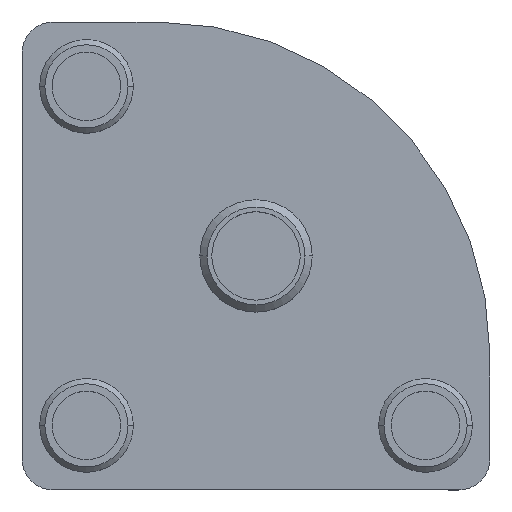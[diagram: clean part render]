
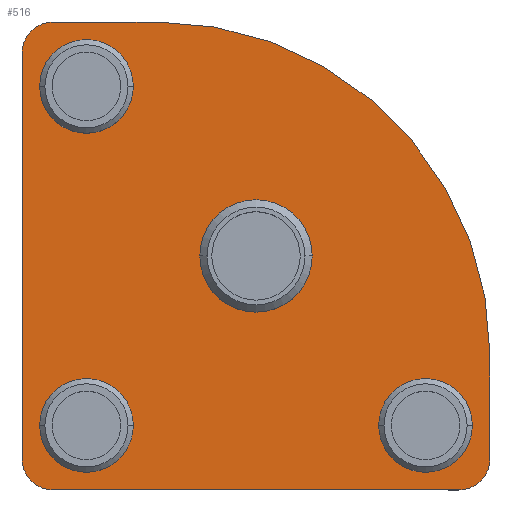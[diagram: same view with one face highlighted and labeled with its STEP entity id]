
A CAD part, top view. The second image highlights one B-rep face of the part: STEP entity #516.
In plain terms, the highlighted planar face has unit normal (0, 0, 1).
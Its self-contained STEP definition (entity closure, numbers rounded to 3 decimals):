
#14 = DIRECTION ( 'NONE',  ( 0., 0., 1. ) ) ;
#20 = LINE ( 'NONE', #574, #536 ) ;
#22 = EDGE_CURVE ( 'NONE', #1105, #1173, #381, .T. ) ;
#28 = VECTOR ( 'NONE', #72, 1000. ) ;
#36 = DIRECTION ( 'NONE',  ( 0., 0., 1. ) ) ;
#44 = CARTESIAN_POINT ( 'NONE',  ( 3., 42., 2.5 ) ) ;
#48 = CIRCLE ( 'NONE', #184, 4.5 ) ;
#50 = DIRECTION ( 'NONE',  ( 1., 0., 0. ) ) ;
#52 = EDGE_LOOP ( 'NONE', ( #794, #174 ) ) ;
#54 = PLANE ( 'NONE',  #209 ) ;
#66 = EDGE_CURVE ( 'NONE', #889, #1215, #645, .T. ) ;
#72 = DIRECTION ( 'NONE',  ( -1., 0., 0. ) ) ;
#91 = DIRECTION ( 'NONE',  ( 0., 0., 1. ) ) ;
#96 = DIRECTION ( 'NONE',  ( 0., 1., 0. ) ) ;
#97 = FACE_BOUND ( 'NONE', #715, .T. ) ;
#101 = CARTESIAN_POINT ( 'NONE',  ( 1.7, 6.2, 2.5 ) ) ;
#111 = DIRECTION ( 'NONE',  ( 0., -1., 0. ) ) ;
#116 = EDGE_CURVE ( 'NONE', #1340, #790, #866, .T. ) ;
#121 = ORIENTED_EDGE ( 'NONE', *, *, #757, .F. ) ;
#134 = DIRECTION ( 'NONE',  ( 1., 0., 0. ) ) ;
#144 = EDGE_CURVE ( 'NONE', #790, #1105, #20, .T. ) ;
#146 = DIRECTION ( 'NONE',  ( 1., 0., 0. ) ) ;
#147 = VERTEX_POINT ( 'NONE', #1326 ) ;
#150 = CIRCLE ( 'NONE', #1043, 32. ) ;
#162 = VERTEX_POINT ( 'NONE', #234 ) ;
#166 = CARTESIAN_POINT ( 'NONE',  ( 10.7, 6.2, 2.5 ) ) ;
#172 = VERTEX_POINT ( 'NONE', #776 ) ;
#174 = ORIENTED_EDGE ( 'NONE', *, *, #573, .F. ) ;
#184 = AXIS2_PLACEMENT_3D ( 'NONE', #702, #36, #804 ) ;
#185 = EDGE_CURVE ( 'NONE', #147, #1361, #758, .T. ) ;
#201 = DIRECTION ( 'NONE',  ( 0., 0., 1. ) ) ;
#208 = CARTESIAN_POINT ( 'NONE',  ( 13., 13., 2.5 ) ) ;
#209 = AXIS2_PLACEMENT_3D ( 'NONE', #523, #91, #824 ) ;
#212 = CARTESIAN_POINT ( 'NONE',  ( 42., 0., 2.5 ) ) ;
#214 = ORIENTED_EDGE ( 'NONE', *, *, #508, .F. ) ;
#234 = CARTESIAN_POINT ( 'NONE',  ( 13., 45., 2.5 ) ) ;
#249 = CARTESIAN_POINT ( 'NONE',  ( 38.8, 6.2, 2.5 ) ) ;
#256 = DIRECTION ( 'NONE',  ( 1., 0., 0. ) ) ;
#260 = CARTESIAN_POINT ( 'NONE',  ( 3., 0., 2.5 ) ) ;
#272 = ORIENTED_EDGE ( 'NONE', *, *, #602, .T. ) ;
#319 = CARTESIAN_POINT ( 'NONE',  ( 45., 3., 2.5 ) ) ;
#324 = DIRECTION ( 'NONE',  ( 1., 0., 0. ) ) ;
#333 = CARTESIAN_POINT ( 'NONE',  ( 3., 45., 2.5 ) ) ;
#334 = ORIENTED_EDGE ( 'NONE', *, *, #781, .T. ) ;
#335 = AXIS2_PLACEMENT_3D ( 'NONE', #44, #806, #146 ) ;
#351 = ORIENTED_EDGE ( 'NONE', *, *, #1029, .T. ) ;
#366 = CARTESIAN_POINT ( 'NONE',  ( 42., 3., 2.5 ) ) ;
#377 = CARTESIAN_POINT ( 'NONE',  ( 6.2, 6.2, 2.5 ) ) ;
#380 = AXIS2_PLACEMENT_3D ( 'NONE', #780, #14, #674 ) ;
#381 = CIRCLE ( 'NONE', #924, 3. ) ;
#387 = DIRECTION ( 'NONE',  ( 0., 0., 1. ) ) ;
#391 = FACE_BOUND ( 'NONE', #500, .T. ) ;
#392 = ORIENTED_EDGE ( 'NONE', *, *, #116, .T. ) ;
#407 = CARTESIAN_POINT ( 'NONE',  ( 13., 45., 2.5 ) ) ;
#436 = AXIS2_PLACEMENT_3D ( 'NONE', #970, #201, #870 ) ;
#438 = CARTESIAN_POINT ( 'NONE',  ( 0., 42., 2.5 ) ) ;
#473 = EDGE_CURVE ( 'NONE', #1072, #162, #150, .T. ) ;
#480 = AXIS2_PLACEMENT_3D ( 'NONE', #377, #1144, #488 ) ;
#488 = DIRECTION ( 'NONE',  ( 1., 0., 0. ) ) ;
#500 = EDGE_LOOP ( 'NONE', ( #1159, #214 ) ) ;
#508 = EDGE_CURVE ( 'NONE', #531, #1085, #721, .T. ) ;
#516 = ADVANCED_FACE ( 'NONE', ( #1257, #967, #391, #1009, #97 ), #54, .T. ) ;
#523 = CARTESIAN_POINT ( 'NONE',  ( 3., 3., 2.5 ) ) ;
#527 = CIRCLE ( 'NONE', #480, 4.5 ) ;
#531 = VERTEX_POINT ( 'NONE', #166 ) ;
#536 = VECTOR ( 'NONE', #1327, 1000. ) ;
#544 = ORIENTED_EDGE ( 'NONE', *, *, #144, .T. ) ;
#554 = DIRECTION ( 'NONE',  ( 0., 0., 1. ) ) ;
#557 = DIRECTION ( 'NONE',  ( 0., 0., 1. ) ) ;
#563 = AXIS2_PLACEMENT_3D ( 'NONE', #1360, #713, #50 ) ;
#573 = EDGE_CURVE ( 'NONE', #1361, #147, #907, .T. ) ;
#574 = CARTESIAN_POINT ( 'NONE',  ( 3., 0., 2.5 ) ) ;
#602 = EDGE_CURVE ( 'NONE', #1173, #1072, #1417, .T. ) ;
#616 = CARTESIAN_POINT ( 'NONE',  ( 43.3, 6.2, 2.5 ) ) ;
#621 = LINE ( 'NONE', #407, #28 ) ;
#645 = CIRCLE ( 'NONE', #1068, 4.5 ) ;
#656 = CARTESIAN_POINT ( 'NONE',  ( 45., 13., 2.5 ) ) ;
#674 = DIRECTION ( 'NONE',  ( 1., 0., 0. ) ) ;
#679 = AXIS2_PLACEMENT_3D ( 'NONE', #1313, #557, #1204 ) ;
#683 = CARTESIAN_POINT ( 'NONE',  ( 34.3, 6.2, 2.5 ) ) ;
#702 = CARTESIAN_POINT ( 'NONE',  ( 6.2, 38.8, 2.5 ) ) ;
#711 = CARTESIAN_POINT ( 'NONE',  ( 1.7, 38.8, 2.5 ) ) ;
#713 = DIRECTION ( 'NONE',  ( 0., 0., 1. ) ) ;
#715 = EDGE_LOOP ( 'NONE', ( #1083, #745 ) ) ;
#721 = CIRCLE ( 'NONE', #1342, 4.5 ) ;
#731 = ORIENTED_EDGE ( 'NONE', *, *, #473, .T. ) ;
#745 = ORIENTED_EDGE ( 'NONE', *, *, #66, .F. ) ;
#751 = AXIS2_PLACEMENT_3D ( 'NONE', #1199, #554, #1307 ) ;
#757 = EDGE_CURVE ( 'NONE', #172, #1304, #48, .T. ) ;
#758 = CIRCLE ( 'NONE', #679, 5.4 ) ;
#776 = CARTESIAN_POINT ( 'NONE',  ( 10.7, 38.8, 2.5 ) ) ;
#780 = CARTESIAN_POINT ( 'NONE',  ( 3., 3., 2.5 ) ) ;
#781 = EDGE_CURVE ( 'NONE', #1136, #1019, #1146, .T. ) ;
#790 = VERTEX_POINT ( 'NONE', #260 ) ;
#794 = ORIENTED_EDGE ( 'NONE', *, *, #185, .F. ) ;
#804 = DIRECTION ( 'NONE',  ( 1., 0., 0. ) ) ;
#806 = DIRECTION ( 'NONE',  ( 0., 0., 1. ) ) ;
#819 = CIRCLE ( 'NONE', #563, 4.5 ) ;
#824 = DIRECTION ( 'NONE',  ( 1., 0., 0. ) ) ;
#830 = DIRECTION ( 'NONE',  ( 1., 0., 0. ) ) ;
#833 = EDGE_CURVE ( 'NONE', #1085, #531, #527, .T. ) ;
#840 = VECTOR ( 'NONE', #96, 1000. ) ;
#844 = EDGE_CURVE ( 'NONE', #1304, #172, #819, .T. ) ;
#851 = ORIENTED_EDGE ( 'NONE', *, *, #1132, .T. ) ;
#866 = CIRCLE ( 'NONE', #380, 3. ) ;
#870 = DIRECTION ( 'NONE',  ( 1., 0., 0. ) ) ;
#888 = ORIENTED_EDGE ( 'NONE', *, *, #844, .F. ) ;
#889 = VERTEX_POINT ( 'NONE', #616 ) ;
#907 = CIRCLE ( 'NONE', #436, 5.4 ) ;
#908 = DIRECTION ( 'NONE',  ( 0., 0., 1. ) ) ;
#924 = AXIS2_PLACEMENT_3D ( 'NONE', #366, #1021, #256 ) ;
#967 = FACE_BOUND ( 'NONE', #52, .T. ) ;
#970 = CARTESIAN_POINT ( 'NONE',  ( 22.5, 22.5, 2.5 ) ) ;
#977 = DIRECTION ( 'NONE',  ( 0., 0., 1. ) ) ;
#996 = EDGE_LOOP ( 'NONE', ( #392, #544, #1355, #272, #731, #351, #334, #851 ) ) ;
#1009 = FACE_BOUND ( 'NONE', #1064, .T. ) ;
#1019 = VERTEX_POINT ( 'NONE', #1378 ) ;
#1021 = DIRECTION ( 'NONE',  ( 0., 0., 1. ) ) ;
#1029 = EDGE_CURVE ( 'NONE', #162, #1136, #621, .T. ) ;
#1043 = AXIS2_PLACEMENT_3D ( 'NONE', #208, #977, #324 ) ;
#1054 = VECTOR ( 'NONE', #111, 1000. ) ;
#1064 = EDGE_LOOP ( 'NONE', ( #888, #121 ) ) ;
#1068 = AXIS2_PLACEMENT_3D ( 'NONE', #249, #908, #134 ) ;
#1072 = VERTEX_POINT ( 'NONE', #656 ) ;
#1079 = EDGE_CURVE ( 'NONE', #1215, #889, #1128, .T. ) ;
#1083 = ORIENTED_EDGE ( 'NONE', *, *, #1079, .F. ) ;
#1085 = VERTEX_POINT ( 'NONE', #101 ) ;
#1090 = LINE ( 'NONE', #438, #1054 ) ;
#1105 = VERTEX_POINT ( 'NONE', #212 ) ;
#1128 = CIRCLE ( 'NONE', #751, 4.5 ) ;
#1132 = EDGE_CURVE ( 'NONE', #1019, #1340, #1090, .T. ) ;
#1136 = VERTEX_POINT ( 'NONE', #333 ) ;
#1144 = DIRECTION ( 'NONE',  ( 0., 0., 1. ) ) ;
#1146 = CIRCLE ( 'NONE', #335, 3. ) ;
#1147 = CARTESIAN_POINT ( 'NONE',  ( 27.9, 22.5, 2.5 ) ) ;
#1159 = ORIENTED_EDGE ( 'NONE', *, *, #833, .F. ) ;
#1173 = VERTEX_POINT ( 'NONE', #1212 ) ;
#1199 = CARTESIAN_POINT ( 'NONE',  ( 38.8, 6.2, 2.5 ) ) ;
#1204 = DIRECTION ( 'NONE',  ( 1., 0., 0. ) ) ;
#1212 = CARTESIAN_POINT ( 'NONE',  ( 45., 3., 2.5 ) ) ;
#1215 = VERTEX_POINT ( 'NONE', #683 ) ;
#1257 = FACE_OUTER_BOUND ( 'NONE', #996, .T. ) ;
#1297 = CARTESIAN_POINT ( 'NONE',  ( 6.2, 6.2, 2.5 ) ) ;
#1304 = VERTEX_POINT ( 'NONE', #711 ) ;
#1307 = DIRECTION ( 'NONE',  ( 1., 0., 0. ) ) ;
#1313 = CARTESIAN_POINT ( 'NONE',  ( 22.5, 22.5, 2.5 ) ) ;
#1326 = CARTESIAN_POINT ( 'NONE',  ( 17.1, 22.5, 2.5 ) ) ;
#1327 = DIRECTION ( 'NONE',  ( 1., 0., 0. ) ) ;
#1340 = VERTEX_POINT ( 'NONE', #1362 ) ;
#1342 = AXIS2_PLACEMENT_3D ( 'NONE', #1297, #387, #830 ) ;
#1355 = ORIENTED_EDGE ( 'NONE', *, *, #22, .T. ) ;
#1360 = CARTESIAN_POINT ( 'NONE',  ( 6.2, 38.8, 2.5 ) ) ;
#1361 = VERTEX_POINT ( 'NONE', #1147 ) ;
#1362 = CARTESIAN_POINT ( 'NONE',  ( 0., 3., 2.5 ) ) ;
#1378 = CARTESIAN_POINT ( 'NONE',  ( 0., 42., 2.5 ) ) ;
#1417 = LINE ( 'NONE', #319, #840 ) ;
